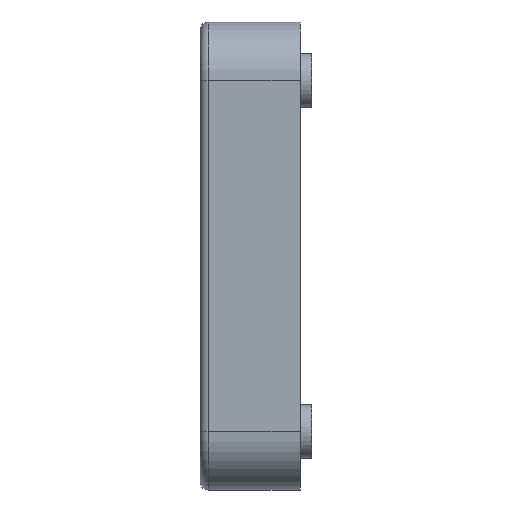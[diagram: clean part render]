
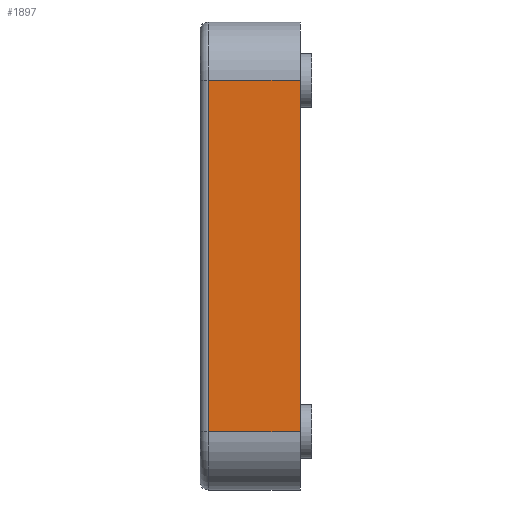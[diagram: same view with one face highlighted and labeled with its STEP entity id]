
A CAD part, left-side view. The second image highlights one B-rep face of the part: STEP entity #1897.
In plain terms, the highlighted planar face has unit normal (-1, 0, 0).
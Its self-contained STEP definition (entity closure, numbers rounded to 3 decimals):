
#223=PLANE('',#2101);
#298=FACE_OUTER_BOUND('',#438,.T.);
#438=EDGE_LOOP('',(#1525,#1526,#1527,#1528));
#542=LINE('',#2906,#697);
#549=LINE('',#2923,#704);
#618=LINE('',#3136,#773);
#619=LINE('',#3138,#774);
#697=VECTOR('',#2302,10.);
#704=VECTOR('',#2319,10.);
#773=VECTOR('',#2544,10.);
#774=VECTOR('',#2547,10.);
#882=VERTEX_POINT('',#2878);
#888=VERTEX_POINT('',#2900);
#894=VERTEX_POINT('',#2922);
#960=VERTEX_POINT('',#3134);
#1068=EDGE_CURVE('',#888,#882,#542,.T.);
#1076=EDGE_CURVE('',#882,#894,#549,.T.);
#1180=EDGE_CURVE('',#888,#960,#618,.T.);
#1181=EDGE_CURVE('',#894,#960,#619,.T.);
#1525=ORIENTED_EDGE('',*,*,#1068,.F.);
#1526=ORIENTED_EDGE('',*,*,#1180,.T.);
#1527=ORIENTED_EDGE('',*,*,#1181,.F.);
#1528=ORIENTED_EDGE('',*,*,#1076,.F.);
#1897=ADVANCED_FACE('',(#298),#223,.T.);
#2101=AXIS2_PLACEMENT_3D('',#3137,#2545,#2546);
#2302=DIRECTION('',(0.,0.,1.));
#2319=DIRECTION('',(0.,-1.,0.));
#2544=DIRECTION('',(0.,-1.,0.));
#2545=DIRECTION('center_axis',(-1.,0.,0.));
#2546=DIRECTION('ref_axis',(0.,0.,-1.));
#2547=DIRECTION('',(0.,0.,-1.));
#2878=CARTESIAN_POINT('',(-45.012,-1.,20.641));
#2900=CARTESIAN_POINT('',(-45.012,-1.,-21.359));
#2906=CARTESIAN_POINT('',(-45.012,-1.,9.948));
#2922=CARTESIAN_POINT('',(-45.012,-12.,20.641));
#2923=CARTESIAN_POINT('',(-45.012,0.,20.641));
#3134=CARTESIAN_POINT('',(-45.012,-12.,-21.359));
#3136=CARTESIAN_POINT('',(-45.012,0.,-21.359));
#3137=CARTESIAN_POINT('Origin',(-45.012,0.,20.641));
#3138=CARTESIAN_POINT('',(-45.012,-12.,-21.359));
